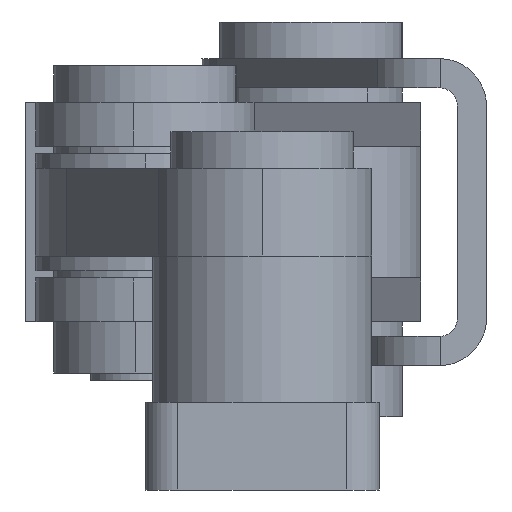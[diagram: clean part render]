
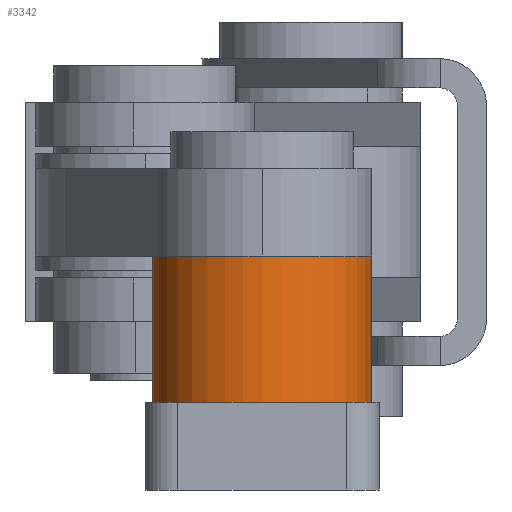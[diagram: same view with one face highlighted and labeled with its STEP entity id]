
A CAD part, left-side view. The second image highlights one B-rep face of the part: STEP entity #3342.
In plain terms, the highlighted cylindrical face has radius 15 mm (diameter 30 mm), a partial arc.
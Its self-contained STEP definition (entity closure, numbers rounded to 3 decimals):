
#3262 = EDGE_CURVE ( 'NONE', #3451, #3457, #5909, .T. ) ;
#3276 = EDGE_LOOP ( 'NONE', ( #3331, #3333, #3327, #3328 ) ) ;
#3327 = ORIENTED_EDGE ( 'NONE', *, *, #3262, .T. ) ;
#3328 = ORIENTED_EDGE ( 'NONE', *, *, #3340, .T. ) ;
#3331 = ORIENTED_EDGE ( 'NONE', *, *, #3453, .F. ) ;
#3333 = ORIENTED_EDGE ( 'NONE', *, *, #3349, .F. ) ;
#3340 = EDGE_CURVE ( 'NONE', #3457, #3454, #6016, .T. ) ;
#3342 = ADVANCED_FACE ( 'NONE', ( #6011 ), #6010, .T. ) ;
#3349 = EDGE_CURVE ( 'NONE', #3451, #3450, #5998, .T. ) ;
#3450 = VERTEX_POINT ( 'NONE', #6254 ) ;
#3451 = VERTEX_POINT ( 'NONE', #6253 ) ;
#3453 = EDGE_CURVE ( 'NONE', #3450, #3454, #6252, .T. ) ;
#3454 = VERTEX_POINT ( 'NONE', #6248 ) ;
#3457 = VERTEX_POINT ( 'NONE', #6242 ) ;
#5906 = DIRECTION ( 'NONE',  ( 0., 0., -1. ) ) ;
#5907 = VECTOR ( 'NONE', #5906, 1000. ) ;
#5908 = CARTESIAN_POINT ( 'NONE',  ( -15., 0., 10. ) ) ;
#5909 = LINE ( 'NONE', #5908, #5907 ) ;
#5998 = CIRCLE ( 'NONE', #6060, 15. ) ;
#6005 = DIRECTION ( 'NONE',  ( -1., 0., 0. ) ) ;
#6006 = DIRECTION ( 'NONE',  ( 0., 0., -1. ) ) ;
#6007 = CARTESIAN_POINT ( 'NONE',  ( 0., 0., 10. ) ) ;
#6008 = AXIS2_PLACEMENT_3D ( 'NONE', #6007, #6006, #6005 ) ;
#6010 = CYLINDRICAL_SURFACE ( 'NONE', #6008, 15. ) ;
#6011 = FACE_OUTER_BOUND ( 'NONE', #3276, .T. ) ;
#6012 = DIRECTION ( 'NONE',  ( 1., 0., 0. ) ) ;
#6013 = DIRECTION ( 'NONE',  ( 0., 0., 1. ) ) ;
#6014 = CARTESIAN_POINT ( 'NONE',  ( 0., 0., -10. ) ) ;
#6015 = AXIS2_PLACEMENT_3D ( 'NONE', #6014, #6013, #6012 ) ;
#6016 = CIRCLE ( 'NONE', #6015, 15. ) ;
#6057 = DIRECTION ( 'NONE',  ( 1., 0., 0. ) ) ;
#6058 = DIRECTION ( 'NONE',  ( 0., 0., 1. ) ) ;
#6059 = CARTESIAN_POINT ( 'NONE',  ( 0., 0., 10. ) ) ;
#6060 = AXIS2_PLACEMENT_3D ( 'NONE', #6059, #6058, #6057 ) ;
#6242 = CARTESIAN_POINT ( 'NONE',  ( -15., 0., -10. ) ) ;
#6248 = CARTESIAN_POINT ( 'NONE',  ( 15., 0., -10. ) ) ;
#6249 = DIRECTION ( 'NONE',  ( 0., 0., -1. ) ) ;
#6250 = VECTOR ( 'NONE', #6249, 1000. ) ;
#6251 = CARTESIAN_POINT ( 'NONE',  ( 15., 0., 10. ) ) ;
#6252 = LINE ( 'NONE', #6251, #6250 ) ;
#6253 = CARTESIAN_POINT ( 'NONE',  ( -15., 0., 10. ) ) ;
#6254 = CARTESIAN_POINT ( 'NONE',  ( 15., 0., 10. ) ) ;
